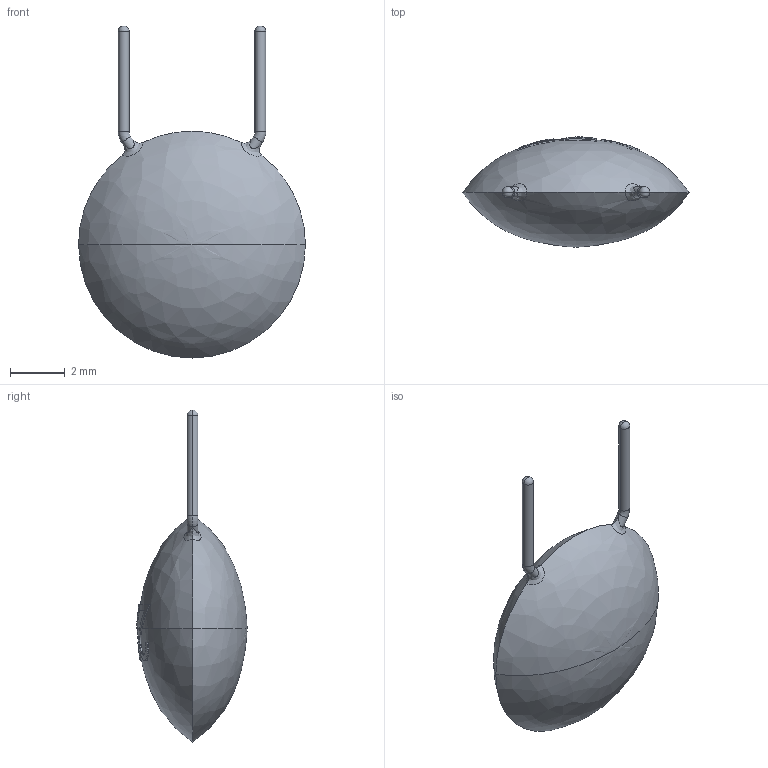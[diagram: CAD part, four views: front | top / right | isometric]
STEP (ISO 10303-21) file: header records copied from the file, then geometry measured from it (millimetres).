
FILE_DESCRIPTION (( 'STEP AP214' ), '1' );
FILE_NAME ('C224_D8.3mm_P5mm.STEP', '2018-08-12T04:28:03', ( '' ), ( '' ), 'SwSTEP 2.0', 'SolidWorks 2018', '' );
FILE_SCHEMA (( 'AUTOMOTIVE_DESIGN' ));
Length unit declared in the file: millimetre
Products named in the file (1): C224_D8.3mm_P5mm
Bounding box: 8.3 x 4.04 x 12.15 mm (x, y, z)
Volume: 123.7 mm3; surface area: 148.5 mm2
Topology: 1 solids, 1 shells, 69 faces, 195 edges, 120 vertices
Faces by surface type: bspline 28, plane 25, cylinder 8, torus 4, sphere 4
Entity records: 3577 total; most frequent: CARTESIAN_POINT 1791, ORIENTED_EDGE 366, EDGE_CURVE 183, DIRECTION 177, VERTEX_POINT 116, B_SPLINE_CURVE_WITH_KNOTS 114, FACE_OUTER_BOUND 69, EDGE_LOOP 69
